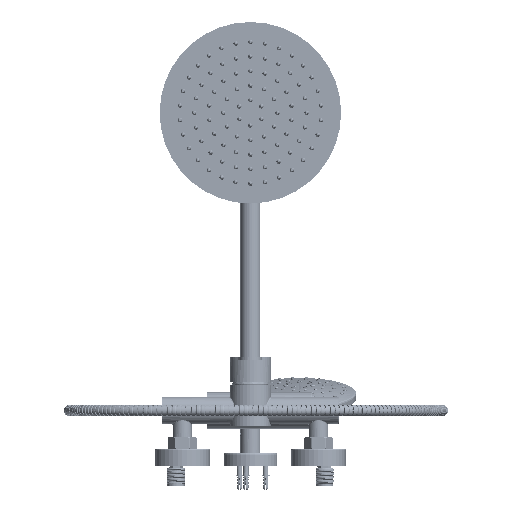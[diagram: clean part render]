
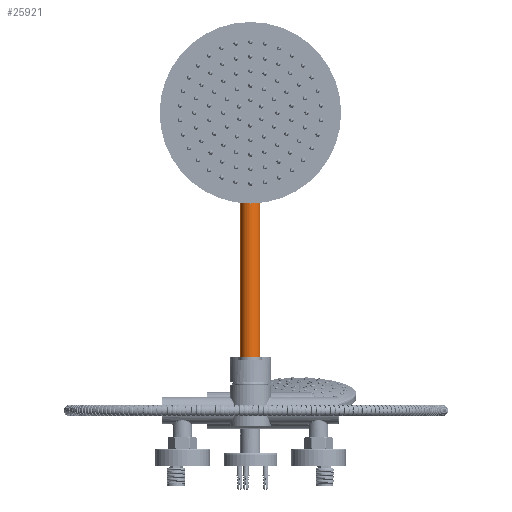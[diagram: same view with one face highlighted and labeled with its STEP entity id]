
A CAD part, left-side view. The second image highlights one B-rep face of the part: STEP entity #25921.
In plain terms, the highlighted cylindrical face has radius 11 mm (diameter 22 mm), a full revolution.
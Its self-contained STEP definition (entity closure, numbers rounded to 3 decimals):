
#2894=CYLINDRICAL_SURFACE('',#88535,11.);
#5110=CIRCLE('',#88532,11.);
#5111=CIRCLE('',#88534,11.);
#25921=ADVANCED_FACE('',(#32715,#32716),#2894,.T.);
#32715=FACE_BOUND('',#35845,.T.);
#32716=FACE_BOUND('',#35846,.T.);
#35845=EDGE_LOOP('',(#45213));
#35846=EDGE_LOOP('',(#45214));
#45213=ORIENTED_EDGE('',*,*,#75140,.T.);
#45214=ORIENTED_EDGE('',*,*,#75139,.F.);
#67000=VERTEX_POINT('',#213224);
#67001=VERTEX_POINT('',#213227);
#75139=EDGE_CURVE('',#67000,#67000,#5110,.T.);
#75140=EDGE_CURVE('',#67001,#67001,#5111,.T.);
#88532=AXIS2_PLACEMENT_3D('',#213223,#102036,#102037);
#88534=AXIS2_PLACEMENT_3D('',#213226,#102040,#102041);
#88535=AXIS2_PLACEMENT_3D('',#213228,#102042,#102043);
#102036=DIRECTION('',(0.,0.,1.));
#102037=DIRECTION('',(0.,1.,0.));
#102040=DIRECTION('',(0.,0.,1.));
#102041=DIRECTION('',(0.,1.,0.));
#102042=DIRECTION('',(0.,0.,1.));
#102043=DIRECTION('',(1.,0.,0.));
#213223=CARTESIAN_POINT('',(1295.9,0.,289.));
#213224=CARTESIAN_POINT('',(1295.9,11.,289.));
#213226=CARTESIAN_POINT('',(1295.9,0.,39.));
#213227=CARTESIAN_POINT('',(1295.9,11.,39.));
#213228=CARTESIAN_POINT('',(1295.9,0.,39.));
